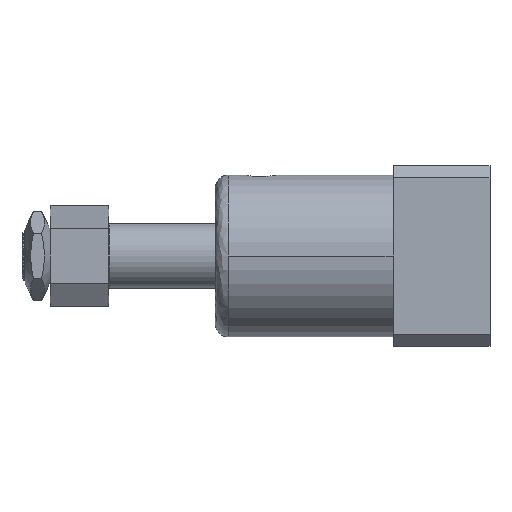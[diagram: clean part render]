
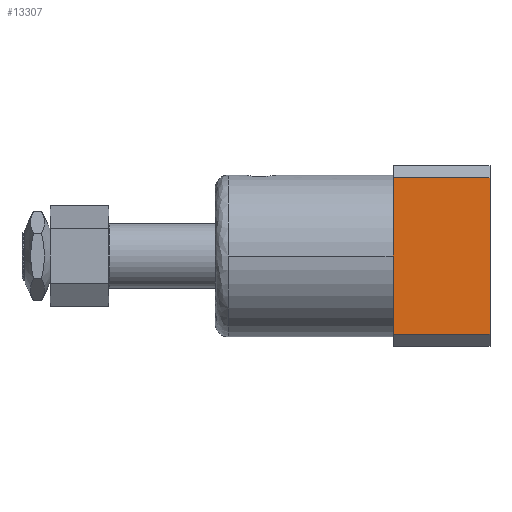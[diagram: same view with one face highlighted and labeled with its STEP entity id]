
A CAD part, left-side view. The second image highlights one B-rep face of the part: STEP entity #13307.
In plain terms, the highlighted planar face has unit normal (-1, 0, 0).
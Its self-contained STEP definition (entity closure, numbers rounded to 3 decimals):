
#1095 = CARTESIAN_POINT ( 'NONE',  ( -27.98, 0., -24.21 ) ) ;
#1391 = AXIS2_PLACEMENT_3D ( 'NONE', #5973, #25436, #10868 ) ;
#3051 = VERTEX_POINT ( 'NONE', #30136 ) ;
#3475 = FACE_OUTER_BOUND ( 'NONE', #22967, .T. ) ;
#3593 = DIRECTION ( 'NONE',  ( 0., -1., 0. ) ) ;
#3680 = ORIENTED_EDGE ( 'NONE', *, *, #5338, .T. ) ;
#4727 = LINE ( 'NONE', #17600, #29953 ) ;
#5338 = EDGE_CURVE ( 'NONE', #9397, #3051, #11090, .T. ) ;
#5973 = CARTESIAN_POINT ( 'NONE',  ( -27.98, 0., -24.21 ) ) ;
#6627 = VECTOR ( 'NONE', #8846, 1000. ) ;
#7951 = DIRECTION ( 'NONE',  ( 0., -1., 0. ) ) ;
#8846 = DIRECTION ( 'NONE',  ( 0., 0., 1. ) ) ;
#9200 = DIRECTION ( 'NONE',  ( 0., 0., 1. ) ) ;
#9397 = VERTEX_POINT ( 'NONE', #14624 ) ;
#9685 = LINE ( 'NONE', #20986, #6627 ) ;
#10767 = PLANE ( 'NONE',  #1391 ) ;
#10868 = DIRECTION ( 'NONE',  ( 0., 0., 1. ) ) ;
#11090 = LINE ( 'NONE', #25606, #14503 ) ;
#12017 = ORIENTED_EDGE ( 'NONE', *, *, #21836, .F. ) ;
#13307 = ADVANCED_FACE ( 'NONE', ( #3475 ), #10767, .T. ) ;
#14503 = VECTOR ( 'NONE', #9200, 1000. ) ;
#14624 = CARTESIAN_POINT ( 'NONE',  ( -27.98, 0., -24.21 ) ) ;
#15769 = ORIENTED_EDGE ( 'NONE', *, *, #16079, .T. ) ;
#16079 = EDGE_CURVE ( 'NONE', #28898, #9397, #26713, .T. ) ;
#17600 = CARTESIAN_POINT ( 'NONE',  ( -27.98, 0., 24.21 ) ) ;
#18488 = CARTESIAN_POINT ( 'NONE',  ( -27.98, 30., -24.21 ) ) ;
#20986 = CARTESIAN_POINT ( 'NONE',  ( -27.98, 30., -28. ) ) ;
#21836 = EDGE_CURVE ( 'NONE', #22497, #3051, #4727, .T. ) ;
#22265 = EDGE_CURVE ( 'NONE', #28898, #22497, #9685, .T. ) ;
#22497 = VERTEX_POINT ( 'NONE', #23625 ) ;
#22967 = EDGE_LOOP ( 'NONE', ( #12017, #27106, #15769, #3680 ) ) ;
#23625 = CARTESIAN_POINT ( 'NONE',  ( -27.98, 30., 24.21 ) ) ;
#25183 = VECTOR ( 'NONE', #3593, 1000. ) ;
#25436 = DIRECTION ( 'NONE',  ( -1., 0., 0. ) ) ;
#25606 = CARTESIAN_POINT ( 'NONE',  ( -27.98, 0., -24.21 ) ) ;
#26713 = LINE ( 'NONE', #1095, #25183 ) ;
#27106 = ORIENTED_EDGE ( 'NONE', *, *, #22265, .F. ) ;
#28898 = VERTEX_POINT ( 'NONE', #18488 ) ;
#29953 = VECTOR ( 'NONE', #7951, 1000. ) ;
#30136 = CARTESIAN_POINT ( 'NONE',  ( -27.98, 0., 24.21 ) ) ;
